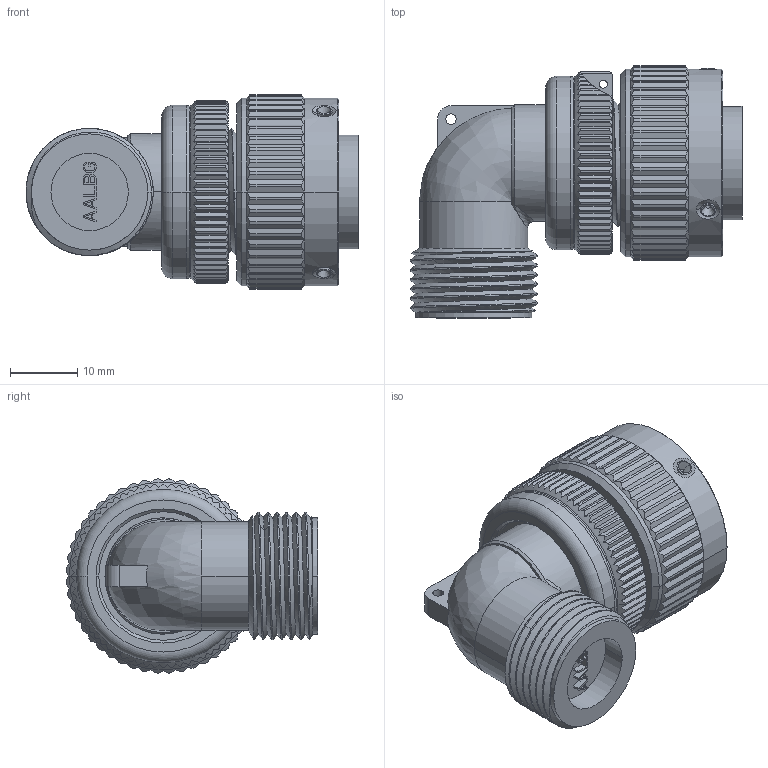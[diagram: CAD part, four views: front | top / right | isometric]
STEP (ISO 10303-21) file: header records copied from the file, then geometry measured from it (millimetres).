
FILE_DESCRIPTION((''),'2;1');
FILE_NAME('VG95234K-14_SW0001','2023-03-28T09:24:10',('paultorloting'),('NET AG system integration'),'CREO PARAMETRIC BY PTC INC, 2021404','CREO PARAMETRIC BY PTC INC, 2021404','');
FILE_SCHEMA(('AUTOMOTIVE_DESIGN { 1 0 10303 214 1 1 1 1 }'));
Products named in the file (1): VG95234K-14_SW0001
Bounding box: 49.33 x 37.43 x 28.84 mm (x, y, z)
Volume: 17247.2 mm3; surface area: 10083.3 mm2
Topology: 1 solids, 2 shells, 1246 faces, 3447 edges, 2175 vertices
Faces by surface type: plane 509, bspline 431, cylinder 188, cone 108, torus 10
Entity records: 63308 total; most frequent: CARTESIAN_POINT 30970, ORIENTED_EDGE 6882, DIRECTION 4190, EDGE_CURVE 3441, VERTEX_POINT 2175, VECTOR 1643, LINE 1643, B_SPLINE_CURVE_WITH_KNOTS 1351
